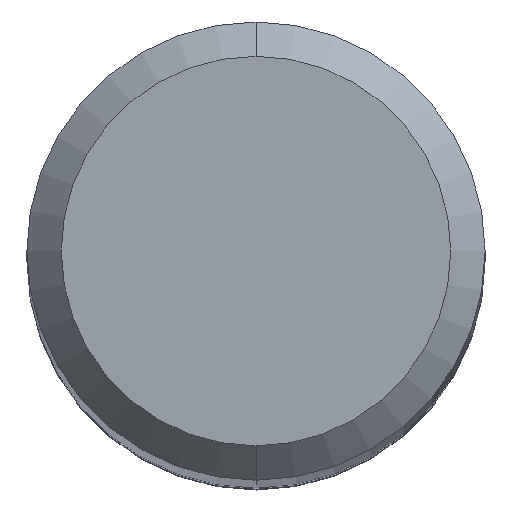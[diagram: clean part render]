
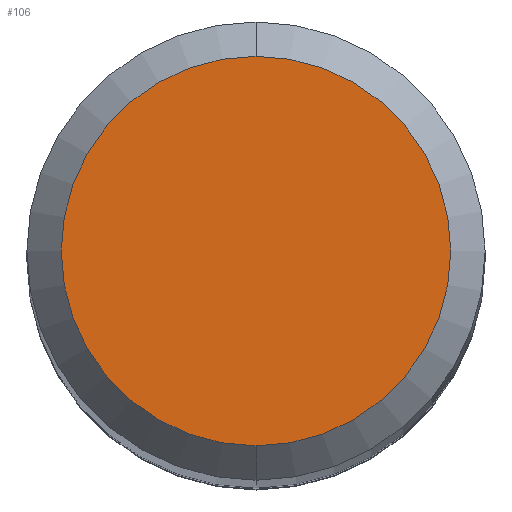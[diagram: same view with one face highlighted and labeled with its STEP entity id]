
A CAD part, top view. The second image highlights one B-rep face of the part: STEP entity #106.
In plain terms, the highlighted planar face has unit normal (0, 0, 1).
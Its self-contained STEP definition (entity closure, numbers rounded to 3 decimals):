
#106=ADVANCED_FACE('',(#248),#249,.T.);
#128=EDGE_CURVE('',#134,#164,#273,.T.);
#134=VERTEX_POINT('',#280);
#164=VERTEX_POINT('',#311);
#208=EDGE_CURVE('',#164,#134,#361,.T.);
#248=FACE_OUTER_BOUND('',#398,.T.);
#249=PLANE('',#399);
#273=CIRCLE('',#428,1.7);
#280=CARTESIAN_POINT('',(0.0,1.7,0.0));
#311=CARTESIAN_POINT('',(0.,-1.7,0.0));
#361=CIRCLE('',#538,1.7);
#398=EDGE_LOOP('',(#576,#577));
#399=AXIS2_PLACEMENT_3D('',#578,#579,#580);
#428=AXIS2_PLACEMENT_3D('',#608,#609,#610);
#538=AXIS2_PLACEMENT_3D('',#713,#714,#715);
#576=ORIENTED_EDGE('',*,*,#128,.F.);
#577=ORIENTED_EDGE('',*,*,#208,.F.);
#578=CARTESIAN_POINT('',(0.0,0.85,0.0));
#579=DIRECTION('',(-0.0,0.0,1.0));
#580=DIRECTION('',(0.0,-1.0,0.0));
#608=CARTESIAN_POINT('',(0.0,0.0,0.0));
#609=DIRECTION('',(0.0,0.0,-1.0));
#610=DIRECTION('',(0.0,1.0,0.0));
#713=CARTESIAN_POINT('',(0.0,0.0,0.0));
#714=DIRECTION('',(0.0,0.0,-1.0));
#715=DIRECTION('',(0.0,1.0,0.0));
